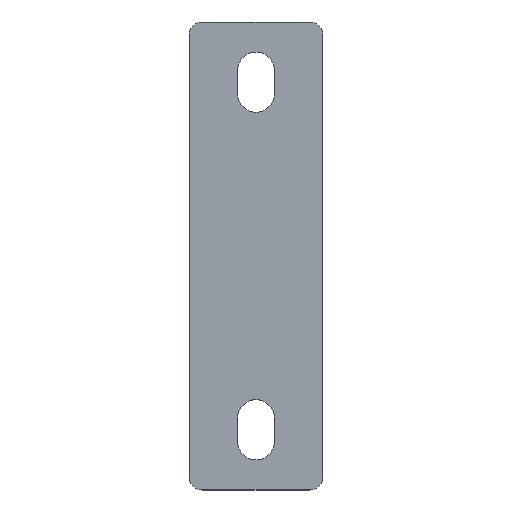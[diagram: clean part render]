
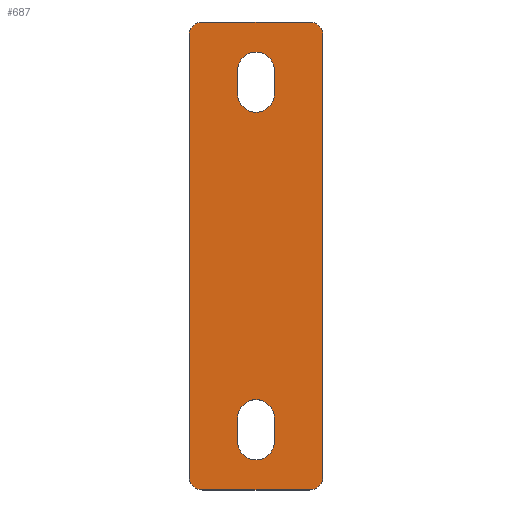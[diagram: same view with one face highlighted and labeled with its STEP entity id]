
A CAD part, top view. The second image highlights one B-rep face of the part: STEP entity #687.
In plain terms, the highlighted planar face has unit normal (0, 0, 1).
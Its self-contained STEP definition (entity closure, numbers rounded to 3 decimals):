
#328=CARTESIAN_POINT('',(-16.,66.,2.5));
#329=DIRECTION('',(0.,0.,1.));
#330=DIRECTION('',(0.,1.,0.));
#331=AXIS2_PLACEMENT_3D('',#328,#329,#330);
#333=DIRECTION('',(-1.,0.,0.));
#334=VECTOR('',#333,32.);
#335=CARTESIAN_POINT('',(16.,70.,2.5));
#336=LINE('',#335,#334);
#337=CARTESIAN_POINT('',(16.,66.,2.5));
#338=DIRECTION('',(0.,0.,1.));
#339=DIRECTION('',(1.,0.,0.));
#340=AXIS2_PLACEMENT_3D('',#337,#338,#339);
#342=DIRECTION('',(0.,1.,0.));
#343=VECTOR('',#342,132.);
#344=CARTESIAN_POINT('',(20.,-66.,2.5));
#345=LINE('',#344,#343);
#346=CARTESIAN_POINT('',(16.,-66.,2.5));
#347=DIRECTION('',(0.,0.,1.));
#348=DIRECTION('',(0.,-1.,0.));
#349=AXIS2_PLACEMENT_3D('',#346,#347,#348);
#351=DIRECTION('',(1.,0.,0.));
#352=VECTOR('',#351,32.);
#353=CARTESIAN_POINT('',(-16.,-70.,2.5));
#354=LINE('',#353,#352);
#355=CARTESIAN_POINT('',(-16.,-66.,2.5));
#356=DIRECTION('',(0.,0.,1.));
#357=DIRECTION('',(-1.,0.,0.));
#358=AXIS2_PLACEMENT_3D('',#355,#356,#357);
#360=DIRECTION('',(0.,-1.,0.));
#361=VECTOR('',#360,132.);
#362=CARTESIAN_POINT('',(-20.,66.,2.5));
#363=LINE('',#362,#361);
#364=CARTESIAN_POINT('',(0.,55.5,2.5));
#365=DIRECTION('',(0.,0.,1.));
#366=DIRECTION('',(1.,0.,0.));
#367=AXIS2_PLACEMENT_3D('',#364,#365,#366);
#369=DIRECTION('',(0.,-1.,0.));
#370=VECTOR('',#369,7.);
#371=CARTESIAN_POINT('',(-5.5,55.5,2.5));
#372=LINE('',#371,#370);
#373=CARTESIAN_POINT('',(0.,48.5,2.5));
#374=DIRECTION('',(0.,0.,1.));
#375=DIRECTION('',(-1.,0.,0.));
#376=AXIS2_PLACEMENT_3D('',#373,#374,#375);
#378=DIRECTION('',(0.,1.,0.));
#379=VECTOR('',#378,7.);
#380=CARTESIAN_POINT('',(5.5,48.5,2.5));
#381=LINE('',#380,#379);
#382=CARTESIAN_POINT('',(0.,-48.5,2.5));
#383=DIRECTION('',(0.,0.,1.));
#384=DIRECTION('',(1.,0.,0.));
#385=AXIS2_PLACEMENT_3D('',#382,#383,#384);
#387=DIRECTION('',(0.,-1.,0.));
#388=VECTOR('',#387,7.);
#389=CARTESIAN_POINT('',(-5.5,-48.5,2.5));
#390=LINE('',#389,#388);
#391=CARTESIAN_POINT('',(0.,-55.5,2.5));
#392=DIRECTION('',(0.,0.,1.));
#393=DIRECTION('',(-1.,0.,0.));
#394=AXIS2_PLACEMENT_3D('',#391,#392,#393);
#396=DIRECTION('',(0.,1.,0.));
#397=VECTOR('',#396,7.);
#398=CARTESIAN_POINT('',(5.5,-55.5,2.5));
#399=LINE('',#398,#397);
#436=CARTESIAN_POINT('',(-16.,70.,2.5));
#437=VERTEX_POINT('',#436);
#438=CARTESIAN_POINT('',(-20.,66.,2.5));
#439=VERTEX_POINT('',#438);
#444=CARTESIAN_POINT('',(20.,66.,2.5));
#445=VERTEX_POINT('',#444);
#446=CARTESIAN_POINT('',(16.,70.,2.5));
#447=VERTEX_POINT('',#446);
#452=CARTESIAN_POINT('',(-20.,-66.,2.5));
#453=VERTEX_POINT('',#452);
#454=CARTESIAN_POINT('',(-16.,-70.,2.5));
#455=VERTEX_POINT('',#454);
#460=CARTESIAN_POINT('',(16.,-70.,2.5));
#461=VERTEX_POINT('',#460);
#462=CARTESIAN_POINT('',(20.,-66.,2.5));
#463=VERTEX_POINT('',#462);
#480=CARTESIAN_POINT('',(5.5,55.5,2.5));
#481=CARTESIAN_POINT('',(-5.5,55.5,2.5));
#482=VERTEX_POINT('',#480);
#483=VERTEX_POINT('',#481);
#484=CARTESIAN_POINT('',(-5.5,48.5,2.5));
#485=VERTEX_POINT('',#484);
#486=CARTESIAN_POINT('',(5.5,48.5,2.5));
#487=VERTEX_POINT('',#486);
#488=CARTESIAN_POINT('',(5.5,-48.5,2.5));
#489=CARTESIAN_POINT('',(-5.5,-48.5,2.5));
#490=VERTEX_POINT('',#488);
#491=VERTEX_POINT('',#489);
#492=CARTESIAN_POINT('',(-5.5,-55.5,2.5));
#493=VERTEX_POINT('',#492);
#494=CARTESIAN_POINT('',(5.5,-55.5,2.5));
#495=VERTEX_POINT('',#494);
#652=CARTESIAN_POINT('',(0.,0.,2.5));
#653=DIRECTION('',(0.,0.,1.));
#654=DIRECTION('',(1.,0.,0.));
#655=AXIS2_PLACEMENT_3D('',#652,#653,#654);
#656=PLANE('',#655);
#657=ORIENTED_EDGE('',*,*,#548,.F.);
#658=ORIENTED_EDGE('',*,*,#564,.F.);
#659=ORIENTED_EDGE('',*,*,#577,.F.);
#660=ORIENTED_EDGE('',*,*,#592,.F.);
#661=ORIENTED_EDGE('',*,*,#605,.F.);
#662=ORIENTED_EDGE('',*,*,#618,.F.);
#663=ORIENTED_EDGE('',*,*,#633,.F.);
#664=ORIENTED_EDGE('',*,*,#645,.F.);
#665=EDGE_LOOP('',(#657,#658,#659,#660,#661,#662,#663,#664));
#666=FACE_OUTER_BOUND('',#665,.F.);
#668=ORIENTED_EDGE('',*,*,#667,.T.);
#670=ORIENTED_EDGE('',*,*,#669,.T.);
#672=ORIENTED_EDGE('',*,*,#671,.T.);
#674=ORIENTED_EDGE('',*,*,#673,.T.);
#675=EDGE_LOOP('',(#668,#670,#672,#674));
#676=FACE_BOUND('',#675,.F.);
#678=ORIENTED_EDGE('',*,*,#677,.T.);
#680=ORIENTED_EDGE('',*,*,#679,.T.);
#682=ORIENTED_EDGE('',*,*,#681,.T.);
#684=ORIENTED_EDGE('',*,*,#683,.T.);
#685=EDGE_LOOP('',(#678,#680,#682,#684));
#686=FACE_BOUND('',#685,.F.);
#687=ADVANCED_FACE('',(#666,#676,#686),#656,.T.);
#332=CIRCLE('',#331,4.);
#341=CIRCLE('',#340,4.);
#350=CIRCLE('',#349,4.);
#359=CIRCLE('',#358,4.);
#368=CIRCLE('',#367,5.5);
#377=CIRCLE('',#376,5.5);
#386=CIRCLE('',#385,5.5);
#395=CIRCLE('',#394,5.5);
#548=EDGE_CURVE('',#437,#439,#332,.T.);
#564=EDGE_CURVE('',#447,#437,#336,.T.);
#577=EDGE_CURVE('',#445,#447,#341,.T.);
#592=EDGE_CURVE('',#463,#445,#345,.T.);
#605=EDGE_CURVE('',#461,#463,#350,.T.);
#618=EDGE_CURVE('',#455,#461,#354,.T.);
#633=EDGE_CURVE('',#453,#455,#359,.T.);
#645=EDGE_CURVE('',#439,#453,#363,.T.);
#667=EDGE_CURVE('',#482,#483,#368,.T.);
#669=EDGE_CURVE('',#483,#485,#372,.T.);
#671=EDGE_CURVE('',#485,#487,#377,.T.);
#673=EDGE_CURVE('',#487,#482,#381,.T.);
#677=EDGE_CURVE('',#490,#491,#386,.T.);
#679=EDGE_CURVE('',#491,#493,#390,.T.);
#681=EDGE_CURVE('',#493,#495,#395,.T.);
#683=EDGE_CURVE('',#495,#490,#399,.T.);
